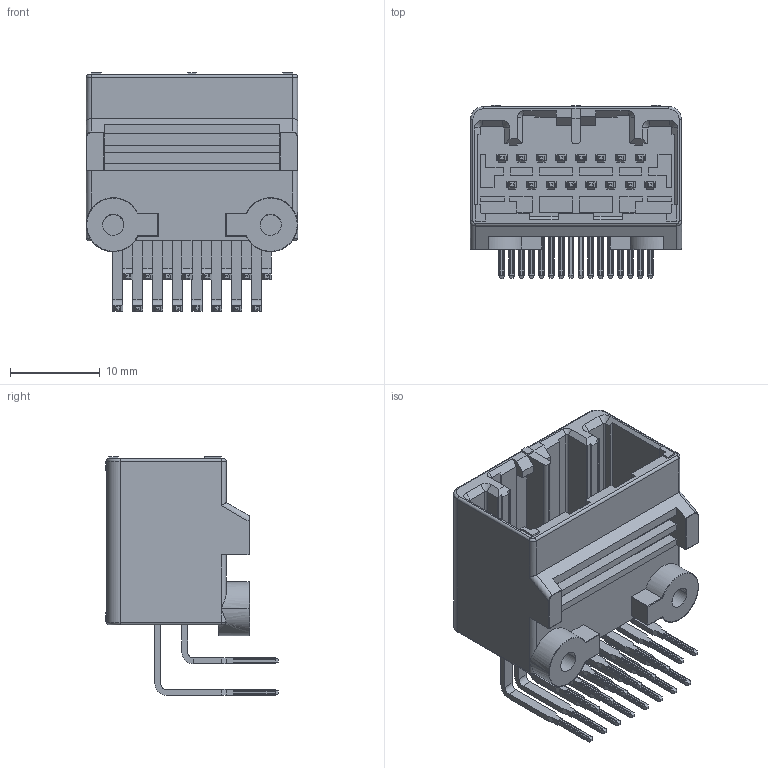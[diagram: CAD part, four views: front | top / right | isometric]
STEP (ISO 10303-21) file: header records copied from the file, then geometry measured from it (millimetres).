
FILE_DESCRIPTION( ('This file contains a STEP AP42 implementation' ,'as created by ZW3D STEP Interface translator.') ,'2;1' );
FILE_NAME( '72230-2MR016ABSNBT1.stp' ,'231026.171319', (''), ('ZWCAD Software Co.'), 'Version 1.0', 'ZW3D to STEP translator', '' );
FILE_SCHEMA(('AUTOMOTIVE_DESIGN { 1 0 10303 214 1 1 1 1 }'));
Length unit declared in the file: millimetre
Products named in the file (2): 0; 72230-2MR016ABSNBT1
Bounding box: 23.5 x 19.2 x 26.52 mm (x, y, z)
Volume: 2824.1 mm3; surface area: 5496.9 mm2
Topology: 1 solids, 1 shells, 2255 faces, 6968 edges, 4653 vertices
Faces by surface type: plane 1537, bspline 469, cylinder 239, cone 6, sphere 4
Entity records: 102187 total; most frequent: CARTESIAN_POINT 49527, ORIENTED_EDGE 13968, EDGE_CURVE 6984, DIRECTION 5386, B_SPLINE_CURVE_WITH_KNOTS 5286, VERTEX_POINT 4669, EDGE_LOOP 2425, FACE_OUTER_BOUND 2255
